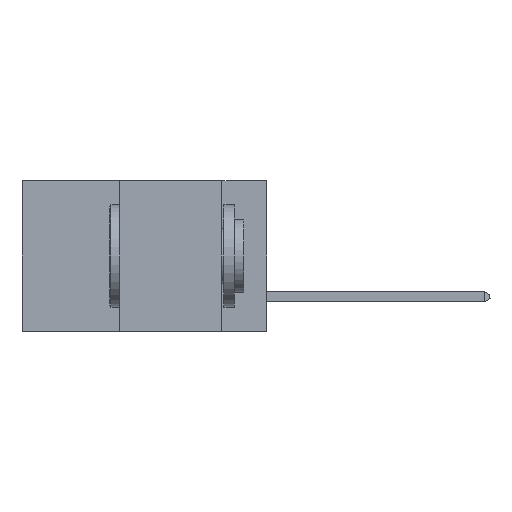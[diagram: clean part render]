
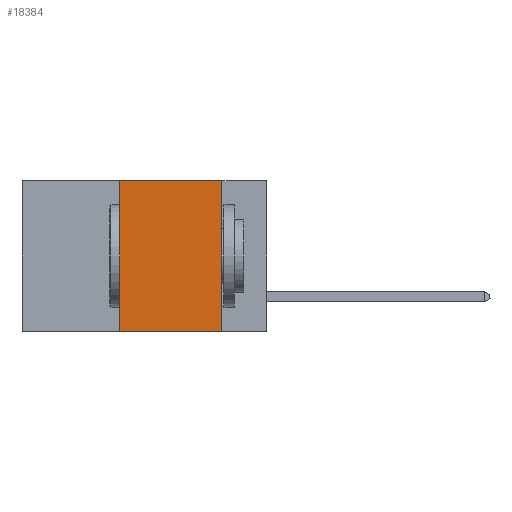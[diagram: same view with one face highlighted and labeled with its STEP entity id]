
A CAD part, left-side view. The second image highlights one B-rep face of the part: STEP entity #18384.
In plain terms, the highlighted planar face has unit normal (-1, 0, 0).
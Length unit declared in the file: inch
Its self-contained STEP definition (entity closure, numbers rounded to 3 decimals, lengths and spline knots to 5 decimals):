
#363 = CARTESIAN_POINT ( 'NONE',  ( 0., 0.6, -0.37 ) ) ;
#2467 = DIRECTION ( 'NONE',  ( 0., -1., 0. ) ) ;
#2945 = DIRECTION ( 'NONE',  ( 1., 0., 0. ) ) ;
#3119 = DIRECTION ( 'NONE',  ( 0., 0., -1. ) ) ;
#4072 = CARTESIAN_POINT ( 'NONE',  ( 0., 0.36, 0. ) ) ;
#5643 = ORIENTED_EDGE ( 'NONE', *, *, #33198, .T. ) ;
#5963 = ORIENTED_EDGE ( 'NONE', *, *, #11652, .F. ) ;
#6186 = CARTESIAN_POINT ( 'NONE',  ( 0., 0.11, -0.37 ) ) ;
#7247 = CARTESIAN_POINT ( 'NONE',  ( 0., 0.36, -0.37 ) ) ;
#7534 = LINE ( 'NONE', #4072, #19934 ) ;
#8088 = LINE ( 'NONE', #14832, #14900 ) ;
#8995 = DIRECTION ( 'NONE',  ( 0., 0., -1. ) ) ;
#10490 = EDGE_CURVE ( 'NONE', #29817, #24861, #24124, .T. ) ;
#10647 = LINE ( 'NONE', #363, #26631 ) ;
#11652 = EDGE_CURVE ( 'NONE', #24861, #18292, #8088, .T. ) ;
#13355 = FACE_OUTER_BOUND ( 'NONE', #34355, .T. ) ;
#14832 = CARTESIAN_POINT ( 'NONE',  ( 0., 0.11, 0. ) ) ;
#14900 = VECTOR ( 'NONE', #3119, 39.37008 ) ;
#15562 = EDGE_CURVE ( 'NONE', #18688, #29817, #7534, .T. ) ;
#16663 = AXIS2_PLACEMENT_3D ( 'NONE', #34710, #2945, #8995 ) ;
#18292 = VERTEX_POINT ( 'NONE', #6186 ) ;
#18384 = ADVANCED_FACE ( 'NONE', ( #13355 ), #25844, .F. ) ;
#18688 = VERTEX_POINT ( 'NONE', #7247 ) ;
#19934 = VECTOR ( 'NONE', #36673, 39.37008 ) ;
#20109 = VECTOR ( 'NONE', #2467, 39.37008 ) ;
#24124 = LINE ( 'NONE', #31438, #20109 ) ;
#24861 = VERTEX_POINT ( 'NONE', #26918 ) ;
#24886 = CARTESIAN_POINT ( 'NONE',  ( 0., 0.36, 0. ) ) ;
#25844 = PLANE ( 'NONE',  #16663 ) ;
#25848 = ORIENTED_EDGE ( 'NONE', *, *, #10490, .F. ) ;
#26631 = VECTOR ( 'NONE', #37110, 39.37008 ) ;
#26916 = ORIENTED_EDGE ( 'NONE', *, *, #15562, .F. ) ;
#26918 = CARTESIAN_POINT ( 'NONE',  ( 0., 0.11, 0. ) ) ;
#29817 = VERTEX_POINT ( 'NONE', #24886 ) ;
#31438 = CARTESIAN_POINT ( 'NONE',  ( 0., 0.6, 0. ) ) ;
#33198 = EDGE_CURVE ( 'NONE', #18688, #18292, #10647, .T. ) ;
#34355 = EDGE_LOOP ( 'NONE', ( #5963, #25848, #26916, #5643 ) ) ;
#34710 = CARTESIAN_POINT ( 'NONE',  ( 0., 0.6, 0. ) ) ;
#36673 = DIRECTION ( 'NONE',  ( 0., 0., 1. ) ) ;
#37110 = DIRECTION ( 'NONE',  ( 0., -1., 0. ) ) ;
